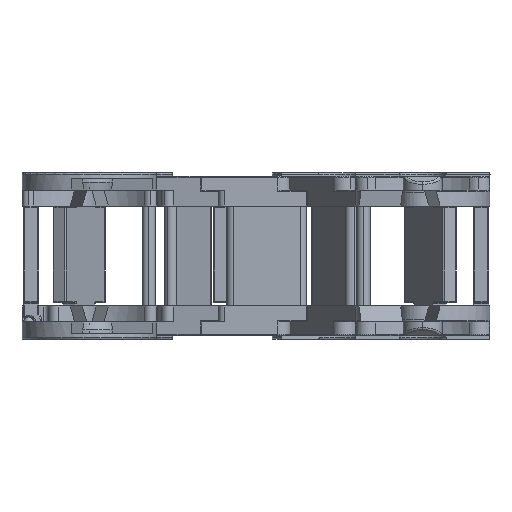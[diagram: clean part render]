
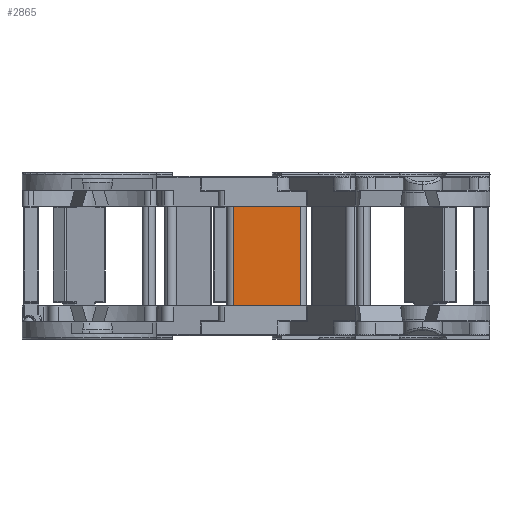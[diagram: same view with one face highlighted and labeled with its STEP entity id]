
A CAD part, left-side view. The second image highlights one B-rep face of the part: STEP entity #2865.
In plain terms, the highlighted face is planar.
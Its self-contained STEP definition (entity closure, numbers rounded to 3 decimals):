
#10 = EDGE_LOOP ( 'NONE', ( #8978, #4854, #4898, #5508 ) ) ;
#199 = VECTOR ( 'NONE', #8609, 1000. ) ;
#690 = CARTESIAN_POINT ( 'NONE',  ( -6.7, 9.9, -2.1 ) ) ;
#766 = DIRECTION ( 'NONE',  ( 0., 0., 1. ) ) ;
#1357 = CARTESIAN_POINT ( 'NONE',  ( 3.3, 9.9, -17.1 ) ) ;
#1362 = CARTESIAN_POINT ( 'NONE',  ( -7.7, 9.9, -2.1 ) ) ;
#1802 = CARTESIAN_POINT ( 'NONE',  ( -6.7, 9.9, -17.1 ) ) ;
#2017 = CARTESIAN_POINT ( 'NONE',  ( -7.7, 9.9, -17.1 ) ) ;
#2216 = LINE ( 'NONE', #5688, #199 ) ;
#2268 = VECTOR ( 'NONE', #6320, 1000. ) ;
#2360 = EDGE_CURVE ( 'NONE', #5775, #7460, #8847, .T. ) ;
#2582 = LINE ( 'NONE', #3749, #3068 ) ;
#2757 = AXIS2_PLACEMENT_3D ( 'NONE', #1362, #9568, #5811 ) ;
#2865 = ADVANCED_FACE ( 'NONE', ( #3674 ), #9604, .F. ) ;
#2951 = CARTESIAN_POINT ( 'NONE',  ( 3.3, 9.9, -2.1 ) ) ;
#3068 = VECTOR ( 'NONE', #8846, 1000. ) ;
#3674 = FACE_OUTER_BOUND ( 'NONE', #10, .T. ) ;
#3732 = EDGE_CURVE ( 'NONE', #3798, #7460, #2582, .T. ) ;
#3749 = CARTESIAN_POINT ( 'NONE',  ( 3.3, 9.9, -17.1 ) ) ;
#3798 = VERTEX_POINT ( 'NONE', #2951 ) ;
#4464 = CARTESIAN_POINT ( 'NONE',  ( -6.7, 9.9, -2.1 ) ) ;
#4492 = EDGE_CURVE ( 'NONE', #9553, #3798, #2216, .T. ) ;
#4854 = ORIENTED_EDGE ( 'NONE', *, *, #3732, .T. ) ;
#4898 = ORIENTED_EDGE ( 'NONE', *, *, #2360, .F. ) ;
#5508 = ORIENTED_EDGE ( 'NONE', *, *, #9071, .T. ) ;
#5688 = CARTESIAN_POINT ( 'NONE',  ( -7.7, 9.9, -2.1 ) ) ;
#5775 = VERTEX_POINT ( 'NONE', #1802 ) ;
#5811 = DIRECTION ( 'NONE',  ( -1., 0., 0. ) ) ;
#6320 = DIRECTION ( 'NONE',  ( 1., 0., 0. ) ) ;
#7460 = VERTEX_POINT ( 'NONE', #1357 ) ;
#8074 = VECTOR ( 'NONE', #766, 1000. ) ;
#8609 = DIRECTION ( 'NONE',  ( 1., 0., 0. ) ) ;
#8846 = DIRECTION ( 'NONE',  ( 0., 0., -1. ) ) ;
#8847 = LINE ( 'NONE', #2017, #2268 ) ;
#8978 = ORIENTED_EDGE ( 'NONE', *, *, #4492, .T. ) ;
#9071 = EDGE_CURVE ( 'NONE', #5775, #9553, #9124, .T. ) ;
#9124 = LINE ( 'NONE', #690, #8074 ) ;
#9553 = VERTEX_POINT ( 'NONE', #4464 ) ;
#9568 = DIRECTION ( 'NONE',  ( 0., -1., 0. ) ) ;
#9604 = PLANE ( 'NONE',  #2757 ) ;
